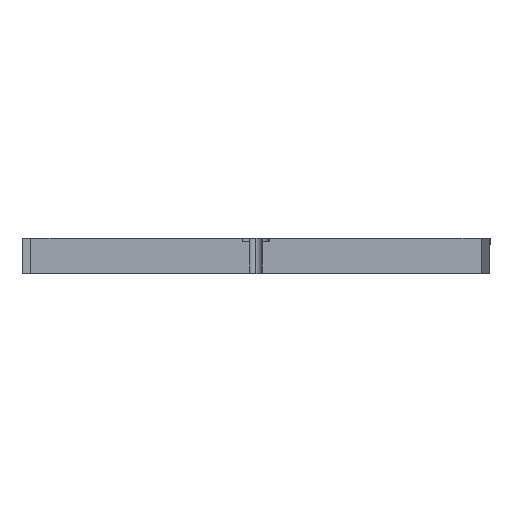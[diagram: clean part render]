
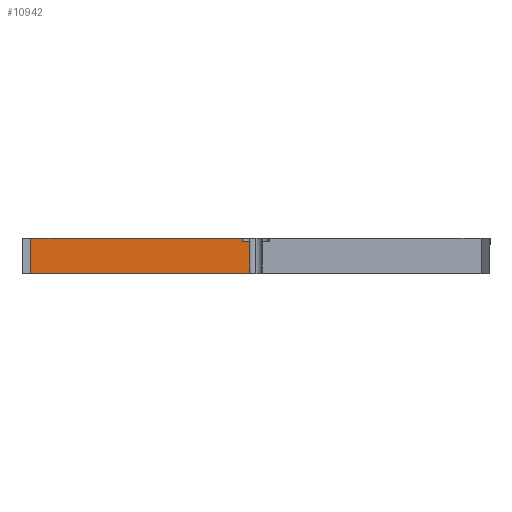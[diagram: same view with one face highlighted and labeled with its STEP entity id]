
A CAD part, top view. The second image highlights one B-rep face of the part: STEP entity #10942.
In plain terms, the highlighted planar face has unit normal (0, 0, 1).
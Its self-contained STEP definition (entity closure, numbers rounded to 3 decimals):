
#492 = VERTEX_POINT ( 'NONE', #2259 ) ;
#823 = DIRECTION ( 'NONE',  ( -1., 0., 0. ) ) ;
#1124 = VECTOR ( 'NONE', #11186, 1000. ) ;
#1548 = EDGE_LOOP ( 'NONE', ( #10301, #7489, #9564, #8017, #1565, #8177 ) ) ;
#1565 = ORIENTED_EDGE ( 'NONE', *, *, #8345, .T. ) ;
#1986 = CARTESIAN_POINT ( 'NONE',  ( -5.7, 13.5, 100. ) ) ;
#2259 = CARTESIAN_POINT ( 'NONE',  ( -5.7, 15., 100. ) ) ;
#2390 = VERTEX_POINT ( 'NONE', #3677 ) ;
#2475 = DIRECTION ( 'NONE',  ( 0., 0., -1. ) ) ;
#2741 = CARTESIAN_POINT ( 'NONE',  ( -100., 0., 100. ) ) ;
#3336 = LINE ( 'NONE', #2741, #4272 ) ;
#3366 = DIRECTION ( 'NONE',  ( 1., 0., 0. ) ) ;
#3677 = CARTESIAN_POINT ( 'NONE',  ( -96.182, 0., 100. ) ) ;
#4272 = VECTOR ( 'NONE', #6274, 1000. ) ;
#4700 = CARTESIAN_POINT ( 'NONE',  ( -2.7, 25., 100. ) ) ;
#4712 = VECTOR ( 'NONE', #5045, 1000. ) ;
#4967 = EDGE_CURVE ( 'NONE', #5478, #10107, #6637, .T. ) ;
#5045 = DIRECTION ( 'NONE',  ( 0., 1., 0. ) ) ;
#5183 = DIRECTION ( 'NONE',  ( 1., 0., 0. ) ) ;
#5475 = CARTESIAN_POINT ( 'NONE',  ( -2.7, 13.5, 100. ) ) ;
#5478 = VERTEX_POINT ( 'NONE', #5475 ) ;
#5847 = VERTEX_POINT ( 'NONE', #9705 ) ;
#5924 = LINE ( 'NONE', #9406, #7294 ) ;
#6196 = CARTESIAN_POINT ( 'NONE',  ( -2.7, 0., 100. ) ) ;
#6238 = VERTEX_POINT ( 'NONE', #7278 ) ;
#6274 = DIRECTION ( 'NONE',  ( 1., 0., 0. ) ) ;
#6582 = VECTOR ( 'NONE', #5183, 1000. ) ;
#6637 = LINE ( 'NONE', #4700, #8692 ) ;
#6851 = FACE_OUTER_BOUND ( 'NONE', #1548, .T. ) ;
#6863 = CARTESIAN_POINT ( 'NONE',  ( -96.182, 25., 100. ) ) ;
#6966 = CARTESIAN_POINT ( 'NONE',  ( -100., 15., 100. ) ) ;
#7278 = CARTESIAN_POINT ( 'NONE',  ( -96.182, 15., 100. ) ) ;
#7294 = VECTOR ( 'NONE', #3366, 1000. ) ;
#7458 = EDGE_CURVE ( 'NONE', #5847, #492, #8141, .T. ) ;
#7489 = ORIENTED_EDGE ( 'NONE', *, *, #7458, .T. ) ;
#7721 = PLANE ( 'NONE',  #10163 ) ;
#8017 = ORIENTED_EDGE ( 'NONE', *, *, #9812, .T. ) ;
#8141 = LINE ( 'NONE', #1986, #4712 ) ;
#8177 = ORIENTED_EDGE ( 'NONE', *, *, #4967, .F. ) ;
#8345 = EDGE_CURVE ( 'NONE', #2390, #10107, #3336, .T. ) ;
#8613 = CARTESIAN_POINT ( 'NONE',  ( -5.7, 13.5, 100. ) ) ;
#8692 = VECTOR ( 'NONE', #10823, 1000. ) ;
#9406 = CARTESIAN_POINT ( 'NONE',  ( -100., 15., 100. ) ) ;
#9564 = ORIENTED_EDGE ( 'NONE', *, *, #9964, .F. ) ;
#9705 = CARTESIAN_POINT ( 'NONE',  ( -5.7, 13.5, 100. ) ) ;
#9812 = EDGE_CURVE ( 'NONE', #6238, #2390, #10960, .T. ) ;
#9964 = EDGE_CURVE ( 'NONE', #6238, #492, #5924, .T. ) ;
#10107 = VERTEX_POINT ( 'NONE', #6196 ) ;
#10163 = AXIS2_PLACEMENT_3D ( 'NONE', #6966, #2475, #823 ) ;
#10301 = ORIENTED_EDGE ( 'NONE', *, *, #10543, .F. ) ;
#10543 = EDGE_CURVE ( 'NONE', #5847, #5478, #11240, .T. ) ;
#10823 = DIRECTION ( 'NONE',  ( 0., -1., 0. ) ) ;
#10942 = ADVANCED_FACE ( 'NONE', ( #6851 ), #7721, .F. ) ;
#10960 = LINE ( 'NONE', #6863, #1124 ) ;
#11186 = DIRECTION ( 'NONE',  ( 0., -1., 0. ) ) ;
#11240 = LINE ( 'NONE', #8613, #6582 ) ;
